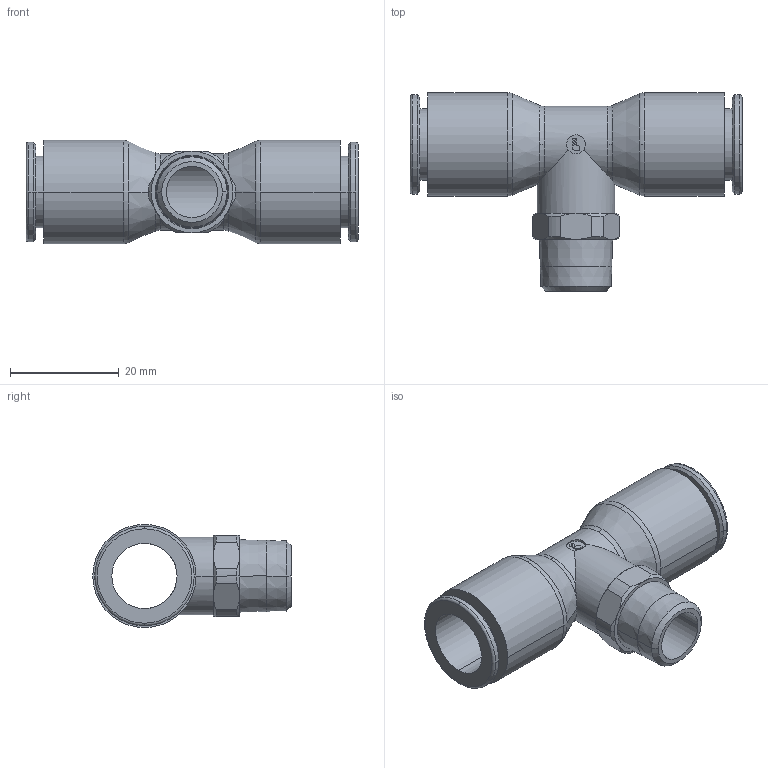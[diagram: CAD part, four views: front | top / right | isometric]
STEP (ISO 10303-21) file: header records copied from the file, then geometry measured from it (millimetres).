
FILE_DESCRIPTION(('STEP AP214'),'1');
FILE_NAME('3108_12_13.stp','2016-07-07T14:15:58',('TraceParts'),('TraceParts S.A.'),'Spatial InterOp 3D',' ',' ');
FILE_SCHEMA(('automotive_design'));
Length unit declared in the file: millimetre
Products named in the file (1): 1
Bounding box: 61.08 x 36.5 x 19 mm (x, y, z)
Volume: 8884.1 mm3; surface area: 8070.1 mm2
Topology: 1 solids, 1 shells, 119 faces, 297 edges, 191 vertices
Faces by surface type: cylinder 39, plane 36, cone 30, torus 14
Entity records: 3881 total; most frequent: CARTESIAN_POINT 976, DIRECTION 649, ORIENTED_EDGE 594, EDGE_CURVE 297, AXIS2_PLACEMENT_3D 273, VERTEX_POINT 191, CIRCLE 149, EDGE_LOOP 134
